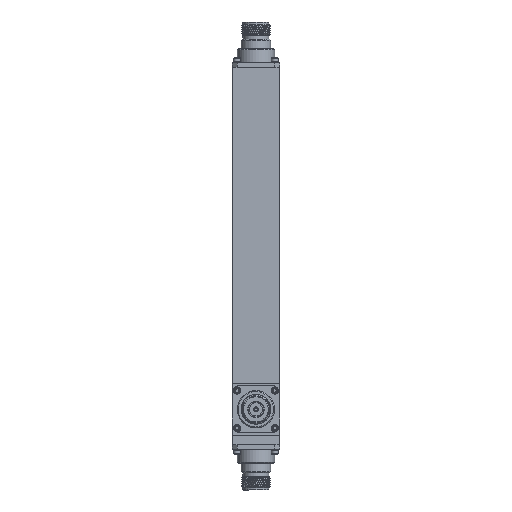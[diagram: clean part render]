
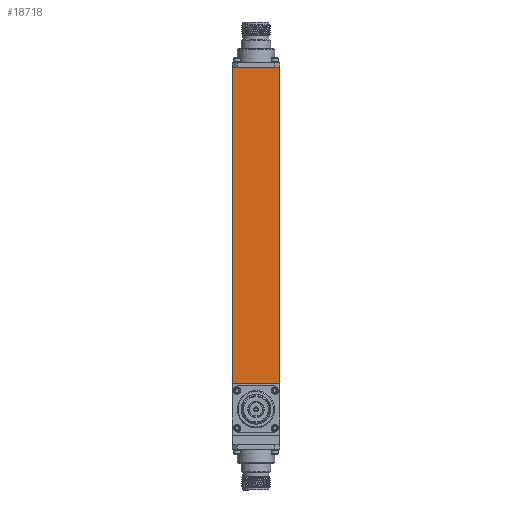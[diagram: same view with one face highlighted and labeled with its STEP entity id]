
A CAD part, front view. The second image highlights one B-rep face of the part: STEP entity #18718.
In plain terms, the highlighted planar face has unit normal (0, -1, 0).
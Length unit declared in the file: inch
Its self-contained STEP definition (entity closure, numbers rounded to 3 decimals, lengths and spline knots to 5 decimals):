
#61 = ORIENTED_EDGE ( 'NONE', *, *, #16743, .T. ) ;
#1565 = VECTOR ( 'NONE', #19080, 39.37008 ) ;
#2223 = LINE ( 'NONE', #17536, #11458 ) ;
#3353 = DIRECTION ( 'NONE',  ( 1., 0., 0. ) ) ;
#3424 = EDGE_CURVE ( 'NONE', #6245, #9028, #17665, .T. ) ;
#3628 = DIRECTION ( 'NONE',  ( 0., 0., -1. ) ) ;
#3768 = EDGE_CURVE ( 'NONE', #9028, #12311, #13459, .T. ) ;
#3943 = CARTESIAN_POINT ( 'NONE',  ( -0.5, -0.5, 4. ) ) ;
#4073 = CARTESIAN_POINT ( 'NONE',  ( 0.5, -0.5, -2.7 ) ) ;
#4351 = CARTESIAN_POINT ( 'NONE',  ( 0.5, -0.5, 4. ) ) ;
#5870 = FACE_OUTER_BOUND ( 'NONE', #19510, .T. ) ;
#5963 = PLANE ( 'NONE',  #6559 ) ;
#6245 = VERTEX_POINT ( 'NONE', #3943 ) ;
#6547 = CARTESIAN_POINT ( 'NONE',  ( -0.5, -0.5, -2.7 ) ) ;
#6559 = AXIS2_PLACEMENT_3D ( 'NONE', #10464, #9158, #13274 ) ;
#6751 = VECTOR ( 'NONE', #3353, 39.37008 ) ;
#8921 = EDGE_CURVE ( 'NONE', #12311, #18302, #15306, .T. ) ;
#9028 = VERTEX_POINT ( 'NONE', #18431 ) ;
#9158 = DIRECTION ( 'NONE',  ( 0., -1., 0. ) ) ;
#9349 = LINE ( 'NONE', #6547, #6751 ) ;
#9367 = ORIENTED_EDGE ( 'NONE', *, *, #8921, .F. ) ;
#9576 = VECTOR ( 'NONE', #11159, 39.37008 ) ;
#10191 = VERTEX_POINT ( 'NONE', #4073 ) ;
#10464 = CARTESIAN_POINT ( 'NONE',  ( -0.5, -0.5, 4.09471 ) ) ;
#10604 = ORIENTED_EDGE ( 'NONE', *, *, #3424, .F. ) ;
#10718 = DIRECTION ( 'NONE',  ( 1., 0., 0. ) ) ;
#10752 = LINE ( 'NONE', #16957, #9576 ) ;
#10965 = EDGE_CURVE ( 'NONE', #18302, #10191, #2223, .T. ) ;
#11159 = DIRECTION ( 'NONE',  ( 0., 0., -1. ) ) ;
#11458 = VECTOR ( 'NONE', #3628, 39.37008 ) ;
#11954 = CARTESIAN_POINT ( 'NONE',  ( -0.5, -0.5, 4. ) ) ;
#12264 = VECTOR ( 'NONE', #10718, 39.37008 ) ;
#12311 = VERTEX_POINT ( 'NONE', #13303 ) ;
#13274 = DIRECTION ( 'NONE',  ( 1., 0., 0. ) ) ;
#13303 = CARTESIAN_POINT ( 'NONE',  ( 0.4, -0.5, 4. ) ) ;
#13459 = LINE ( 'NONE', #11954, #18855 ) ;
#14013 = CARTESIAN_POINT ( 'NONE',  ( -0.5, -0.5, 4. ) ) ;
#14457 = CARTESIAN_POINT ( 'NONE',  ( -0.5, -0.5, 4. ) ) ;
#14624 = ORIENTED_EDGE ( 'NONE', *, *, #15278, .T. ) ;
#15278 = EDGE_CURVE ( 'NONE', #6245, #16958, #10752, .T. ) ;
#15306 = LINE ( 'NONE', #14013, #12264 ) ;
#15442 = ORIENTED_EDGE ( 'NONE', *, *, #3768, .F. ) ;
#16743 = EDGE_CURVE ( 'NONE', #16958, #10191, #9349, .T. ) ;
#16957 = CARTESIAN_POINT ( 'NONE',  ( -0.5, -0.5, 4. ) ) ;
#16958 = VERTEX_POINT ( 'NONE', #18247 ) ;
#16959 = ORIENTED_EDGE ( 'NONE', *, *, #10965, .F. ) ;
#17536 = CARTESIAN_POINT ( 'NONE',  ( 0.5, -0.5, 4. ) ) ;
#17665 = LINE ( 'NONE', #14457, #1565 ) ;
#18247 = CARTESIAN_POINT ( 'NONE',  ( -0.5, -0.5, -2.7 ) ) ;
#18302 = VERTEX_POINT ( 'NONE', #4351 ) ;
#18351 = DIRECTION ( 'NONE',  ( 1., 0., 0. ) ) ;
#18431 = CARTESIAN_POINT ( 'NONE',  ( -0.4, -0.5, 4. ) ) ;
#18718 = ADVANCED_FACE ( 'NONE', ( #5870 ), #5963, .T. ) ;
#18855 = VECTOR ( 'NONE', #18351, 39.37008 ) ;
#19080 = DIRECTION ( 'NONE',  ( 1., 0., 0. ) ) ;
#19510 = EDGE_LOOP ( 'NONE', ( #15442, #10604, #14624, #61, #16959, #9367 ) ) ;
